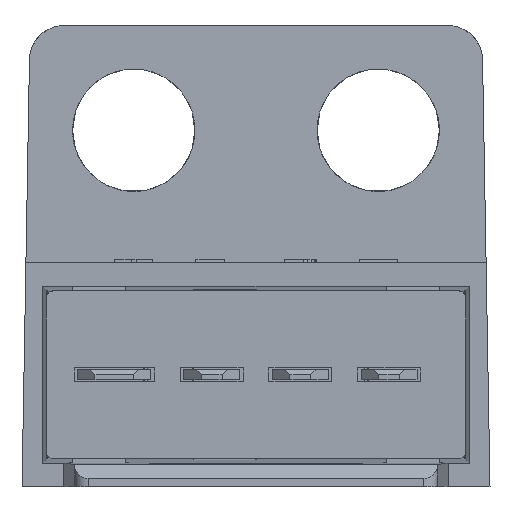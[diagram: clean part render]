
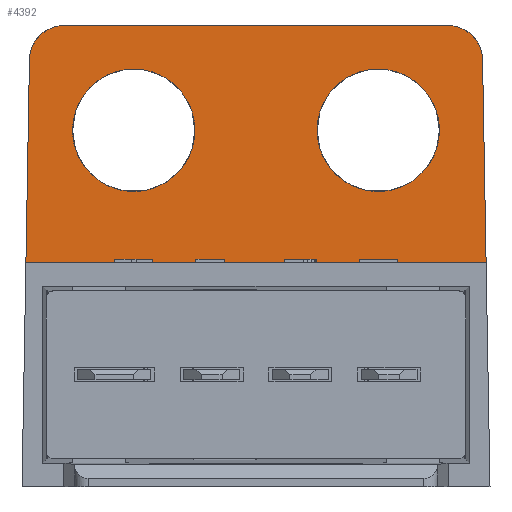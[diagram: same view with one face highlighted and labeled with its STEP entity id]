
A CAD part, front view. The second image highlights one B-rep face of the part: STEP entity #4392.
In plain terms, the highlighted planar face has unit normal (0, -1, 0.018).
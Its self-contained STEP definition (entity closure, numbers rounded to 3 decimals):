
#950=DIRECTION('',(0.017,0.017,1.));
#951=VECTOR('',#950,5.819);
#952=CARTESIAN_POINT('',(-6.588,-14.4,3.2));
#953=LINE('',#952,#951);
#954=CARTESIAN_POINT('',(-6.487,-14.298,9.017));
#955=CARTESIAN_POINT('',(-6.484,-14.296,9.181));
#956=CARTESIAN_POINT('',(-6.409,-14.291,9.438));
#957=CARTESIAN_POINT('',(-6.202,-14.286,9.728));
#958=CARTESIAN_POINT('',(-5.909,-14.283,9.93));
#959=CARTESIAN_POINT('',(-5.651,-14.281,10.));
#960=CARTESIAN_POINT('',(-5.487,-14.281,10.));
#962=CARTESIAN_POINT('',(6.487,-14.298,9.017));
#963=CARTESIAN_POINT('',(6.484,-14.296,9.181));
#964=CARTESIAN_POINT('',(6.409,-14.291,9.438));
#965=CARTESIAN_POINT('',(6.202,-14.286,9.728));
#966=CARTESIAN_POINT('',(5.909,-14.283,9.93));
#967=CARTESIAN_POINT('',(5.651,-14.281,10.));
#968=CARTESIAN_POINT('',(5.487,-14.281,10.));
#1393=DIRECTION('',(-0.017,0.017,1.));
#1394=VECTOR('',#1393,5.819);
#1395=CARTESIAN_POINT('',(6.588,-14.4,3.2));
#1396=LINE('',#1395,#1394);
#2045=DIRECTION('',(1.,0.,0.));
#2046=VECTOR('',#2045,13.177);
#2047=CARTESIAN_POINT('',(-6.588,-14.4,3.2));
#2048=LINE('',#2047,#2046);
#3185=DIRECTION('',(-1.,0.,0.));
#3186=VECTOR('',#3185,10.974);
#3187=CARTESIAN_POINT('',(5.487,-14.281,10.));
#3188=LINE('',#3187,#3186);
#3197=CARTESIAN_POINT('',(5.251,-14.334,7.));
#3198=CARTESIAN_POINT('',(5.251,-14.337,6.794));
#3199=CARTESIAN_POINT('',(5.176,-14.345,6.348));
#3200=CARTESIAN_POINT('',(4.775,-14.356,5.725));
#3201=CARTESIAN_POINT('',(4.257,-14.362,5.391));
#3202=CARTESIAN_POINT('',(3.816,-14.364,5.268));
#3203=CARTESIAN_POINT('',(3.5,-14.364,5.24));
#3204=CARTESIAN_POINT('',(3.184,-14.364,5.268));
#3205=CARTESIAN_POINT('',(2.743,-14.362,5.391));
#3206=CARTESIAN_POINT('',(2.225,-14.356,5.725));
#3207=CARTESIAN_POINT('',(1.824,-14.345,6.348));
#3208=CARTESIAN_POINT('',(1.749,-14.337,6.794));
#3209=CARTESIAN_POINT('',(1.749,-14.334,7.));
#3211=CARTESIAN_POINT('',(1.749,-14.334,7.));
#3212=CARTESIAN_POINT('',(1.749,-14.33,7.206));
#3213=CARTESIAN_POINT('',(1.823,-14.322,7.652));
#3214=CARTESIAN_POINT('',(2.225,-14.311,8.276));
#3215=CARTESIAN_POINT('',(2.743,-14.306,8.61));
#3216=CARTESIAN_POINT('',(3.184,-14.303,8.733));
#3217=CARTESIAN_POINT('',(3.5,-14.303,8.761));
#3218=CARTESIAN_POINT('',(3.816,-14.303,8.733));
#3219=CARTESIAN_POINT('',(4.257,-14.306,8.61));
#3220=CARTESIAN_POINT('',(4.775,-14.311,8.276));
#3221=CARTESIAN_POINT('',(5.177,-14.322,7.652));
#3222=CARTESIAN_POINT('',(5.251,-14.33,7.206));
#3223=CARTESIAN_POINT('',(5.251,-14.334,7.));
#3241=CARTESIAN_POINT('',(-1.749,-14.334,7.));
#3242=CARTESIAN_POINT('',(-1.749,-14.337,
6.794));
#3243=CARTESIAN_POINT('',(-1.824,-14.345,
6.348));
#3244=CARTESIAN_POINT('',(-2.225,-14.356,
5.725));
#3245=CARTESIAN_POINT('',(-2.743,-14.362,
5.391));
#3246=CARTESIAN_POINT('',(-3.184,-14.364,
5.268));
#3247=CARTESIAN_POINT('',(-3.5,-14.364,5.24));
#3248=CARTESIAN_POINT('',(-3.816,-14.364,
5.268));
#3249=CARTESIAN_POINT('',(-4.257,-14.362,
5.391));
#3250=CARTESIAN_POINT('',(-4.775,-14.356,
5.725));
#3251=CARTESIAN_POINT('',(-5.176,-14.345,
6.348));
#3252=CARTESIAN_POINT('',(-5.251,-14.337,
6.794));
#3253=CARTESIAN_POINT('',(-5.251,-14.334,7.));
#3255=CARTESIAN_POINT('',(-5.251,-14.334,7.));
#3256=CARTESIAN_POINT('',(-5.251,-14.33,
7.206));
#3257=CARTESIAN_POINT('',(-5.177,-14.322,
7.652));
#3258=CARTESIAN_POINT('',(-4.775,-14.311,
8.276));
#3259=CARTESIAN_POINT('',(-4.257,-14.306,
8.61));
#3260=CARTESIAN_POINT('',(-3.816,-14.303,
8.733));
#3261=CARTESIAN_POINT('',(-3.5,-14.303,8.761));
#3262=CARTESIAN_POINT('',(-3.184,-14.303,
8.733));
#3263=CARTESIAN_POINT('',(-2.743,-14.306,
8.61));
#3264=CARTESIAN_POINT('',(-2.225,-14.311,
8.276));
#3265=CARTESIAN_POINT('',(-1.823,-14.322,
7.652));
#3266=CARTESIAN_POINT('',(-1.749,-14.33,
7.206));
#3267=CARTESIAN_POINT('',(-1.749,-14.334,7.));
#3410=CARTESIAN_POINT('',(-6.588,-14.4,3.2));
#3411=CARTESIAN_POINT('',(-6.487,-14.298,
9.017));
#3412=VERTEX_POINT('',#3410);
#3413=VERTEX_POINT('',#3411);
#3426=VERTEX_POINT('',#960);
#3429=VERTEX_POINT('',#962);
#3430=VERTEX_POINT('',#968);
#3431=CARTESIAN_POINT('',(6.588,-14.4,3.2));
#3432=VERTEX_POINT('',#3431);
#3433=VERTEX_POINT('',#3197);
#3434=VERTEX_POINT('',#3209);
#4058=VERTEX_POINT('',#3241);
#4059=VERTEX_POINT('',#3253);
#4363=CARTESIAN_POINT('',(0.,-14.341,6.6));
#4364=DIRECTION('',(0.,1.,-0.017));
#4365=DIRECTION('',(-1.,0.,0.));
#4366=AXIS2_PLACEMENT_3D('',#4363,#4364,#4365);
#4367=PLANE('',#4366);
#4369=ORIENTED_EDGE('',*,*,#4368,.F.);
#4371=ORIENTED_EDGE('',*,*,#4370,.F.);
#4373=ORIENTED_EDGE('',*,*,#4372,.F.);
#4374=ORIENTED_EDGE('',*,*,#4325,.T.);
#4375=ORIENTED_EDGE('',*,*,#4353,.T.);
#4377=ORIENTED_EDGE('',*,*,#4376,.F.);
#4378=EDGE_LOOP('',(#4369,#4371,#4373,#4374,#4375,#4377));
#4379=FACE_OUTER_BOUND('',#4378,.F.);
#4381=ORIENTED_EDGE('',*,*,#4380,.F.);
#4383=ORIENTED_EDGE('',*,*,#4382,.F.);
#4384=EDGE_LOOP('',(#4381,#4383));
#4385=FACE_BOUND('',#4384,.F.);
#4387=ORIENTED_EDGE('',*,*,#4386,.F.);
#4389=ORIENTED_EDGE('',*,*,#4388,.F.);
#4390=EDGE_LOOP('',(#4387,#4389));
#4391=FACE_BOUND('',#4390,.F.);
#4392=ADVANCED_FACE('',(#4379,#4385,#4391),#4367,.F.);
#961=B_SPLINE_CURVE_WITH_KNOTS('',3,(#954,#955,#956,#957,#958,#959,#960),
.UNSPECIFIED.,.F.,.F.,(4,1,1,1,4),(0.,0.25,0.5,0.75,1.),
.UNSPECIFIED.);
#969=B_SPLINE_CURVE_WITH_KNOTS('',3,(#962,#963,#964,#965,#966,#967,#968),
.UNSPECIFIED.,.F.,.F.,(4,1,1,1,4),(0.,0.25,0.5,0.75,1.),
.UNSPECIFIED.);
#3210=B_SPLINE_CURVE_WITH_KNOTS('',3,(#3197,#3198,#3199,#3200,#3201,#3202,#3203,
#3204,#3205,#3206,#3207,#3208,#3209),.UNSPECIFIED.,.F.,.F.,(4,1,1,1,1,1,1,1,1,1,
4),(0.,0.125,0.25,0.375,0.438,0.5,0.563,0.625,0.75,0.875,
1.),.UNSPECIFIED.);
#3224=B_SPLINE_CURVE_WITH_KNOTS('',3,(#3211,#3212,#3213,#3214,#3215,#3216,#3217,
#3218,#3219,#3220,#3221,#3222,#3223),.UNSPECIFIED.,.F.,.F.,(4,1,1,1,1,1,1,1,1,1,
4),(0.,0.125,0.25,0.375,0.438,0.5,0.563,0.625,0.75,0.875,
1.),.UNSPECIFIED.);
#3254=B_SPLINE_CURVE_WITH_KNOTS('',3,(#3241,#3242,#3243,#3244,#3245,#3246,#3247,
#3248,#3249,#3250,#3251,#3252,#3253),.UNSPECIFIED.,.F.,.F.,(4,1,1,1,1,1,1,1,1,1,
4),(0.,0.125,0.25,0.375,0.438,0.5,0.563,0.625,0.75,0.875,
1.),.UNSPECIFIED.);
#3268=B_SPLINE_CURVE_WITH_KNOTS('',3,(#3255,#3256,#3257,#3258,#3259,#3260,#3261,
#3262,#3263,#3264,#3265,#3266,#3267),.UNSPECIFIED.,.F.,.F.,(4,1,1,1,1,1,1,1,1,1,
4),(0.,0.125,0.25,0.375,0.438,0.5,0.563,0.625,0.75,0.875,
1.),.UNSPECIFIED.);
#4325=EDGE_CURVE('',#3412,#3413,#953,.T.);
#4353=EDGE_CURVE('',#3413,#3426,#961,.T.);
#4368=EDGE_CURVE('',#3429,#3430,#969,.T.);
#4370=EDGE_CURVE('',#3432,#3429,#1396,.T.);
#4372=EDGE_CURVE('',#3412,#3432,#2048,.T.);
#4376=EDGE_CURVE('',#3430,#3426,#3188,.T.);
#4380=EDGE_CURVE('',#3433,#3434,#3210,.T.);
#4382=EDGE_CURVE('',#3434,#3433,#3224,.T.);
#4386=EDGE_CURVE('',#4058,#4059,#3254,.T.);
#4388=EDGE_CURVE('',#4059,#4058,#3268,.T.);
